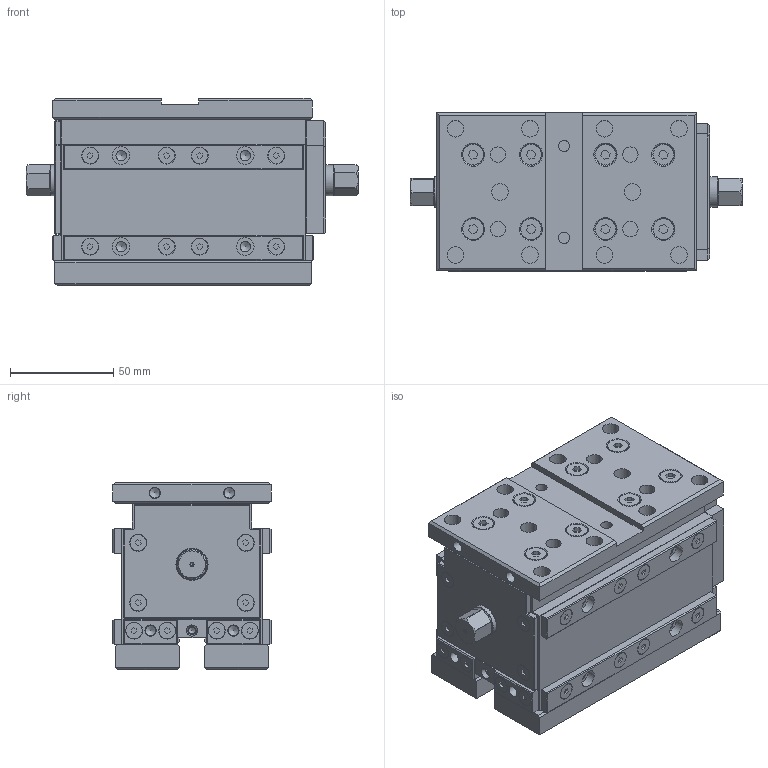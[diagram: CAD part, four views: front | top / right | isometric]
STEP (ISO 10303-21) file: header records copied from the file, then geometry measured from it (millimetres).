
FILE_DESCRIPTION( ( 'Unknown' ), '1' );
FILE_NAME( 'ECB-050.stp', 'Unknown', ( 'Unknown' ), ( 'Unknown' ), 'PSStep 14.0', 'Unknown', ' ' );
FILE_SCHEMA( ( 'AUTOMOTIVE_DESIGN { 1 0 10303 214 1 1 1 1 }' ) );
Length unit declared in the file: millimetre
Products named in the file (13): Assem1; ; ECB-11020-2 前後基準面板(中板); ECB-11020 ; ; ECB-11021 ; M5X0.8X10 ; ECB-11024 ; ; ECB-11007-3B 更改軸心零件(後部位); ; ; M4X0.7X13
Assembly tree (65 placements, depth 2):
  Assem1
  
    ECB-11020-2 前後基準面板(中板)  x2
    ECB-11020   x4
  
    ECB-11021   x4
    M5X0.8X10   x15
    ECB-11024   x2
  
    ECB-11007-3B 更改軸心零件(後部位)
  
  
    M4X0.7X13  x32
Bounding box: 160.5 x 76.4 x 90.6 mm (x, y, z)
Volume: 632077.7 mm3; surface area: 177515.3 mm2
Topology: 65 solids, 65 shells, 1327 faces, 3079 edges, 1988 vertices
Faces by surface type: plane 786, cylinder 302, cone 219, torus 12, bspline 8
Full cylindrical faces by diameter (mm): 1.239 x1, 1.719 x1, 3.25 x2, 3.3 x33, 3.459 x36, 4 x32, 4.1 x34, 4.2 x12, 4.459 x8, 5 x30, 5.1 x8, 5.2 x6, 5.459 x14, 6.1 x6, 7.459 x4, 8 x10, 8.2 x28, 8.5 x8, 10.2 x8, 12.3 x2, 12.5 x6, 14.95 x4, 15.5 x2, 31.9 x2
Entity records: 23303 total; most frequent: CARTESIAN_POINT 3449, DIRECTION 3099, ORIENTED_EDGE 2208, AXIS2_PLACEMENT_3D 1300, EDGE_LOOP 1167, EDGE_CURVE 1104, VERTEX_POINT 918, FACE_OUTER_BOUND 878
